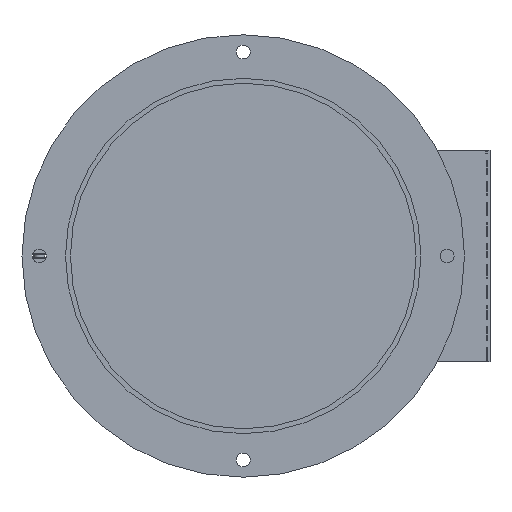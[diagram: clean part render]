
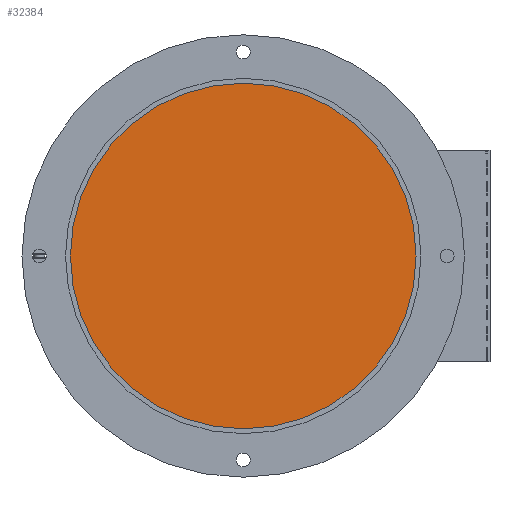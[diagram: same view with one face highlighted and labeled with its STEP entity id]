
A CAD part, front view. The second image highlights one B-rep face of the part: STEP entity #32384.
In plain terms, the highlighted planar face has unit normal (0, -1, 0).
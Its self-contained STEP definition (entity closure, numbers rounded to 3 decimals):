
#1220=PLANE('',#36005);
#4037=FACE_OUTER_BOUND('',#6004,.T.);
#6004=EDGE_LOOP('',(#27640,#27641));
#11390=CIRCLE('',#36003,12.5);
#11391=CIRCLE('',#36004,12.5);
#14214=VERTEX_POINT('',#71255);
#14215=VERTEX_POINT('',#71257);
#18738=EDGE_CURVE('',#14215,#14214,#11390,.T.);
#18739=EDGE_CURVE('',#14214,#14215,#11391,.T.);
#27640=ORIENTED_EDGE('',*,*,#18738,.T.);
#27641=ORIENTED_EDGE('',*,*,#18739,.T.);
#32384=ADVANCED_FACE('',(#4037),#1220,.T.);
#36003=AXIS2_PLACEMENT_3D('',#71258,#44554,#44555);
#36004=AXIS2_PLACEMENT_3D('',#71259,#44556,#44557);
#36005=AXIS2_PLACEMENT_3D('',#71260,#44558,#44559);
#44554=DIRECTION('center_axis',(0.,-1.,0.));
#44555=DIRECTION('ref_axis',(1.,0.,0.));
#44556=DIRECTION('center_axis',(0.,-1.,0.));
#44557=DIRECTION('ref_axis',(1.,0.,0.));
#44558=DIRECTION('center_axis',(0.,-1.,0.));
#44559=DIRECTION('ref_axis',(1.,0.,0.));
#71255=CARTESIAN_POINT('',(-13.288,-43.906,0.));
#71257=CARTESIAN_POINT('',(11.712,-43.906,0.));
#71258=CARTESIAN_POINT('Origin',(-0.788,-43.906,0.));
#71259=CARTESIAN_POINT('Origin',(-0.788,-43.906,0.));
#71260=CARTESIAN_POINT('Origin',(-0.788,-43.906,0.));
